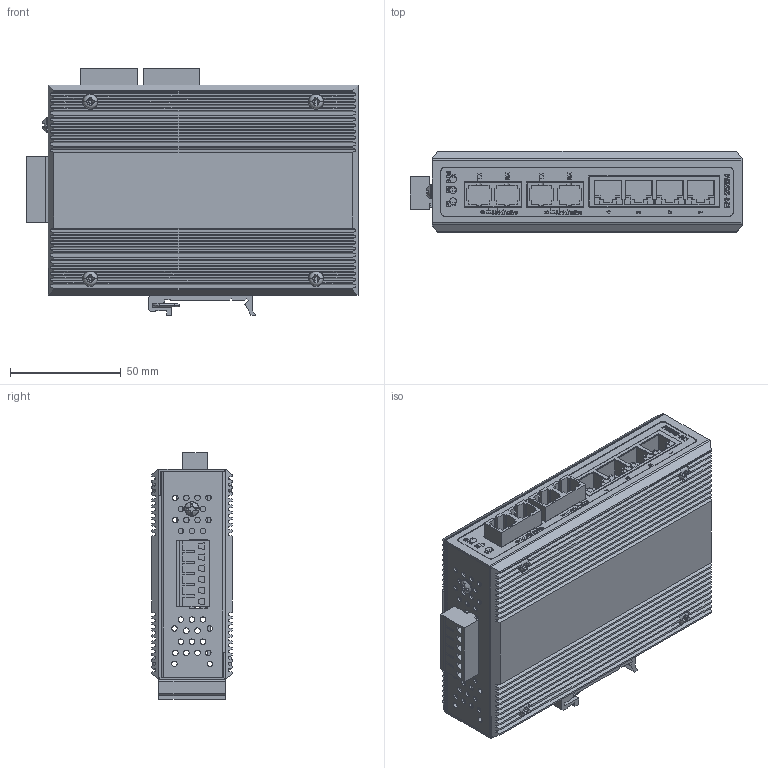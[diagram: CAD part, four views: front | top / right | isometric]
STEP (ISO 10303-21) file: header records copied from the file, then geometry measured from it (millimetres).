
FILE_DESCRIPTION (( 'STEP AP203' ), '1' );
FILE_NAME ('EKI-2525M-YAN_ASM.STEP', '2007-10-17T00:03:12', ( 'TIGER-XP' ), ( '888TIGER' ), 'SwSTEP 2.0', 'SolidWorks 2007', '' );
FILE_SCHEMA (( 'CONFIG_CONTROL_DESIGN' ));
Products named in the file (1): EKI-2525M-YAN_ASM
Bounding box: 150 x 36.5 x 111.4 mm (x, y, z)
Surface area: 205998.1 mm2 (no closed solid volume)
Topology: 0 solids, 30 shells, 2940 faces, 8408 edges, 5681 vertices
Faces by surface type: plane 1731, cylinder 620, bspline 498, cone 63, torus 28
Entity records: 129194 total; most frequent: CARTESIAN_POINT 56077, ORIENTED_EDGE 16812, DIRECTION 12453, EDGE_CURVE 8408, VERTEX_POINT 5681, VECTOR 5207, LINE 5207, AXIS2_PLACEMENT_3D 3623
